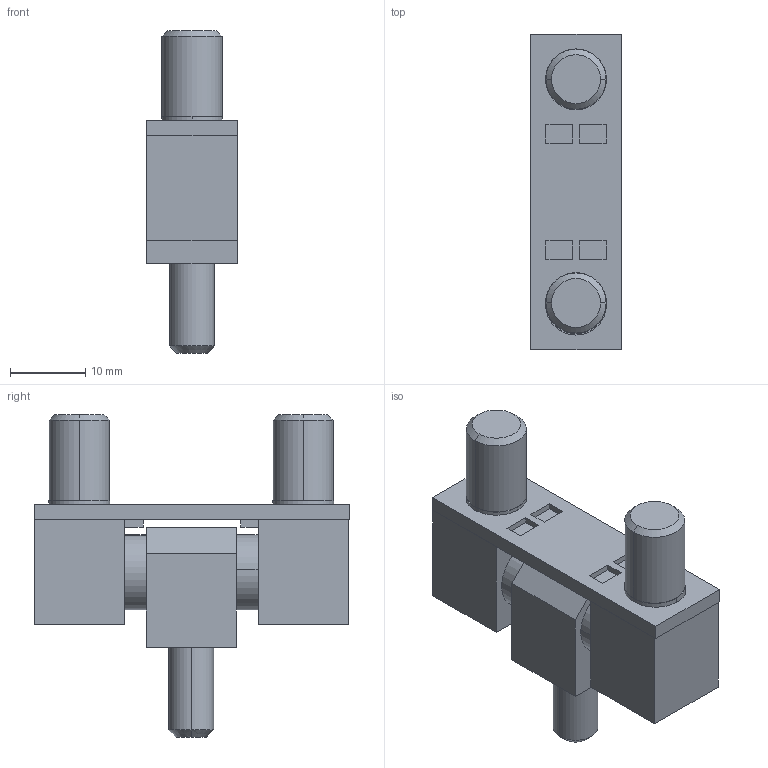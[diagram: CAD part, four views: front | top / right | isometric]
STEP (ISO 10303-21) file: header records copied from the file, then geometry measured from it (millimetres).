
FILE_DESCRIPTION (( 'STEP AP214' ), '1' );
FILE_NAME ('092.3.1.6.180.STEP', '2017-07-18T11:34:36', ( '' ), ( '' ), 'SwSTEP 2.0', 'SolidWorks 2017', '' );
FILE_SCHEMA (( 'AUTOMOTIVE_DESIGN' ));
Length unit declared in the file: millimetre
Products named in the file (8): 4; 7; 5; 092.3.1.6.180; 3; 6; 2; 1
Assembly tree (7 placements, depth 2):
  092.3.1.6.180
    1
    2
    3
    4
    5
    6
    7
Bounding box: 12 x 42 x 43 mm (x, y, z)
Volume: 9102.6 mm3; surface area: 6716.7 mm2
Topology: 7 solids, 7 shells, 121 faces, 268 edges, 172 vertices
Faces by surface type: plane 77, cylinder 30, cone 14
Entity records: 3642 total; most frequent: DIRECTION 596, CARTESIAN_POINT 567, ORIENTED_EDGE 528, EDGE_CURVE 264, AXIS2_PLACEMENT_3D 201, LINE 194, VECTOR 194, VERTEX_POINT 172
